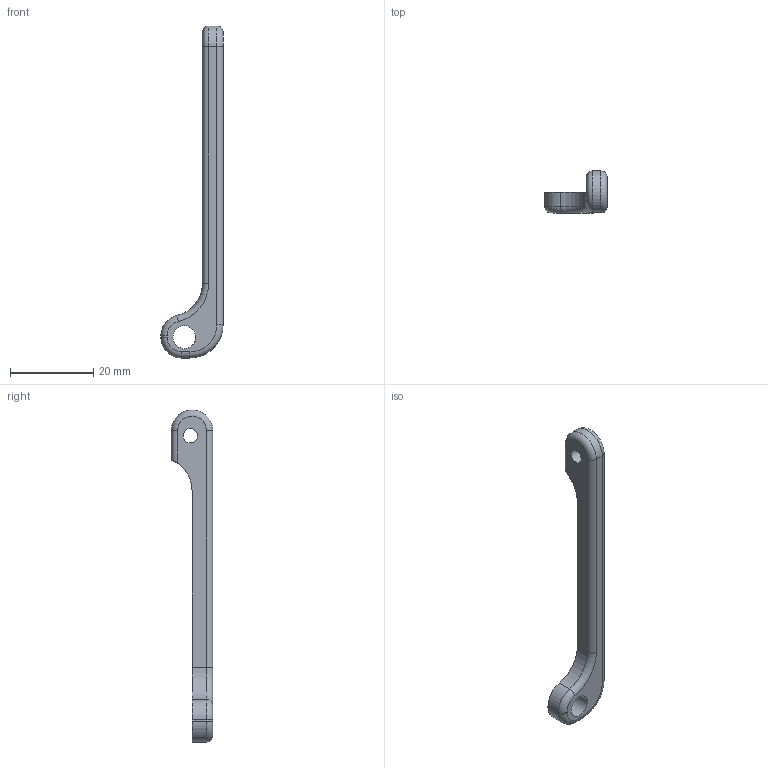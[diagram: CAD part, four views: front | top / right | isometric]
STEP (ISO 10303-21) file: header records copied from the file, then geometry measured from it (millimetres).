
FILE_DESCRIPTION(/* description */ (''),/* implementation_level */ '2;1');
FILE_NAME(/* name */ 'ADM_ACKERMAN_BAR_LEFT.stp',/* time_stamp */ '2024-10-18T18:03:05-05:00',/* author */ ('yulio'),/* organization */ (''),/* preprocessor_version */ 'ST-DEVELOPER v20',/* originating_system */ 'Autodesk Inventor 2024',/* authorisation */ '');
FILE_SCHEMA (('AUTOMOTIVE_DESIGN { 1 0 10303 214 3 1 1 }'));
Length unit declared in the file: millimetre
Products named in the file (1): Barras ackermann izq
Bounding box: 15 x 10 x 80 mm (x, y, z)
Volume: 2482.4 mm3; surface area: 1947.2 mm2
Topology: 1 solids, 1 shells, 27 faces, 64 edges, 39 vertices
Faces by surface type: cylinder 13, plane 7, torus 6, bspline 1
Full cylindrical faces by diameter (mm): 3.5 x1
Entity records: 861 total; most frequent: CARTESIAN_POINT 166, DIRECTION 149, ORIENTED_EDGE 128, EDGE_CURVE 64, AXIS2_PLACEMENT_3D 60, VERTEX_POINT 39, EDGE_LOOP 31, CIRCLE 31
